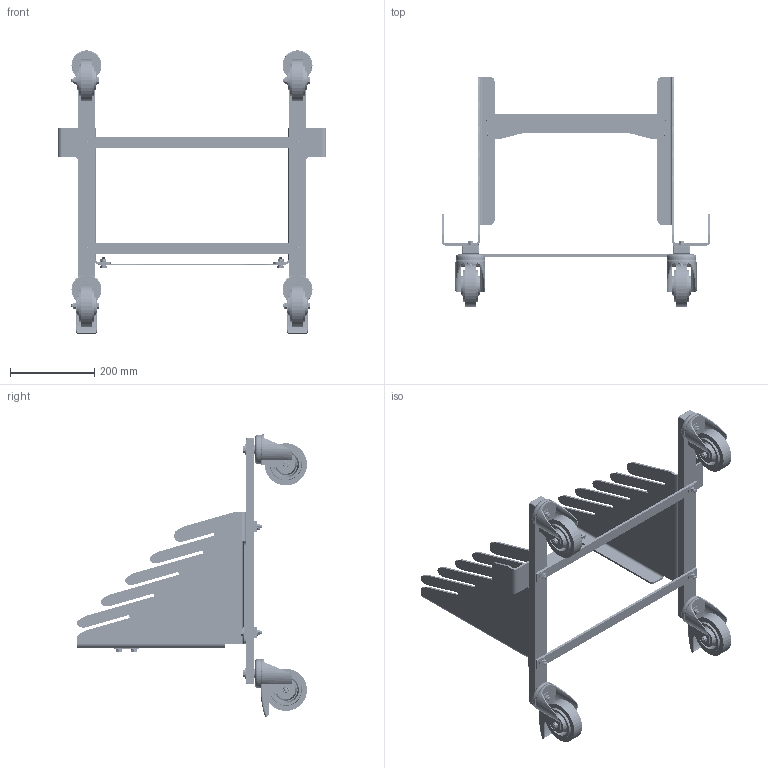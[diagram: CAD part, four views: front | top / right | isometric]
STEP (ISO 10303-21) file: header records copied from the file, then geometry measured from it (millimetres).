
FILE_DESCRIPTION (( 'STEP AP203' ), '1' );
FILE_NAME ('T54253.STEP', '2025-06-16T13:54:22', ( '' ), ( '' ), 'SwSTEP 2.0', 'SolidWorks 2022', '' );
FILE_SCHEMA (( 'CONFIG_CONTROL_DESIGN' ));
Length unit declared in the file: millimetre
Products named in the file (21): S3144; S3144-4; S3848-2; TH4848; Hex Bolt_BS EN 24016 - M8 x 50 x 22-WS; B Washer_Bright washer BS 4320 - M8 (Form B); TH4849; Hex Bolt_ISO 4016 - M8 x 60 x 22-WS; PENNY WASHER_M8 x 25; SW3dPS-nyloc nut, st stl a2 iso_M8 NYLOC; S3144-2; S3285; Hex Bolt_BS EN 24016 - M8 x 45 x 22-WS; TH5141; T54253; Hex Screw GradeC_Doughty Fastners_BS EN 24018 - M8 x 20-WS; S3849; TH4851; TH5059; F936; S3848
Assembly tree (71 placements, depth 3):
  T54253
    F936  x12
    Hex Screw GradeC_Doughty Fastners_BS EN 24018 - M8 x 20-WS  x4
    B Washer_Bright washer BS 4320 - M8 (Form B)  x4
    Hex Bolt_BS EN 24016 - M8 x 45 x 22-WS  x4
    TH4851
    TH4849
    TH4848
    TH5059  x2
    TH5141  x2
    S3848  x2
      S3848-2
      S3144-4
      Hex Bolt_ISO 4016 - M8 x 60 x 22-WS
      SW3dPS-nyloc nut, st stl a2 iso_M8 NYLOC
    S3144  x2
      S3144-2
      S3144-4
      Hex Bolt_ISO 4016 - M8 x 60 x 22-WS
      SW3dPS-nyloc nut, st stl a2 iso_M8 NYLOC
    PENNY WASHER_M8 x 25  x16
    Hex Bolt_BS EN 24016 - M8 x 50 x 22-WS  x4
    S3849  x4
    S3285  x4
Bounding box: 636 x 544.8 x 671 mm (x, y, z)
Volume: 2830187.3 mm3; surface area: 1250568.4 mm2
Topology: 75 solids, 75 shells, 4681 faces, 11993 edges, 7538 vertices
Faces by surface type: cylinder 1999, cone 1328, plane 1302, torus 44, bspline 8
Entity records: 42624 total; most frequent: CARTESIAN_POINT 7762, DIRECTION 7145, ORIENTED_EDGE 6326, EDGE_CURVE 3163, AXIS2_PLACEMENT_3D 2817, VERTEX_POINT 1996, CIRCLE 1522, VECTOR 1511
